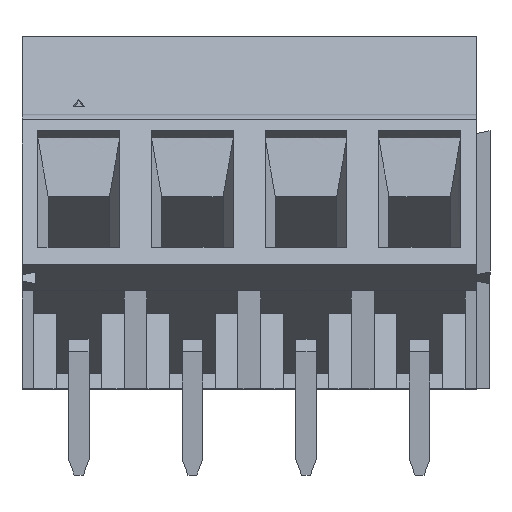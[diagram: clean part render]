
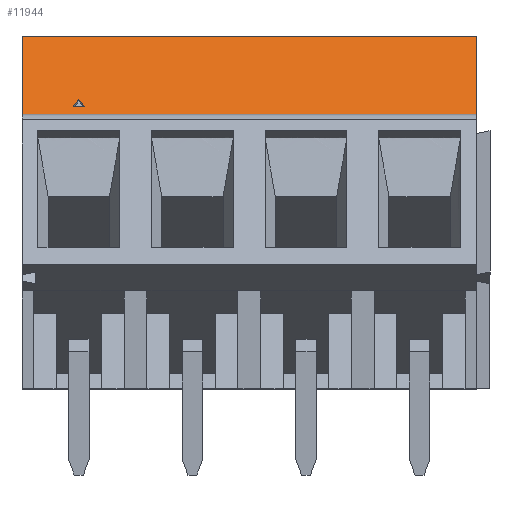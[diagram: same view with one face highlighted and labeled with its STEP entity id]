
A CAD part, top view. The second image highlights one B-rep face of the part: STEP entity #11944.
In plain terms, the highlighted planar face has unit normal (0, 0.73, 0.684).
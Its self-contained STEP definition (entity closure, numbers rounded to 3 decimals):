
#760 = VERTEX_POINT ( 'NONE', #26821 ) ;
#1149 = CARTESIAN_POINT ( 'NONE',  ( 20., 15.5, 4.096 ) ) ;
#1593 = DIRECTION ( 'NONE',  ( -1., 0., 0. ) ) ;
#2186 = PLANE ( 'NONE',  #17347 ) ;
#2312 = ORIENTED_EDGE ( 'NONE', *, *, #9200, .F. ) ;
#4308 = CARTESIAN_POINT ( 'NONE',  ( 20., 15.5, 4.096 ) ) ;
#4441 = FACE_OUTER_BOUND ( 'NONE', #5699, .T. ) ;
#5247 = LINE ( 'NONE', #1149, #23760 ) ;
#5385 = DIRECTION ( 'NONE',  ( 0., 0.684, -0.73 ) ) ;
#5699 = EDGE_LOOP ( 'NONE', ( #9887, #18607, #29660, #22944 ) ) ;
#8232 = VERTEX_POINT ( 'NONE', #23041 ) ;
#9200 = EDGE_CURVE ( 'NONE', #15221, #25628, #29715, .T. ) ;
#9675 = LINE ( 'NONE', #13969, #28582 ) ;
#9742 = VERTEX_POINT ( 'NONE', #20696 ) ;
#9887 = ORIENTED_EDGE ( 'NONE', *, *, #21112, .F. ) ;
#10163 = CARTESIAN_POINT ( 'NONE',  ( 0., 15.5, 4.096 ) ) ;
#10413 = VECTOR ( 'NONE', #28013, 1000. ) ;
#10471 = EDGE_CURVE ( 'NONE', #8232, #16225, #9675, .T. ) ;
#10594 = CARTESIAN_POINT ( 'NONE',  ( 2.75, 12.405, 7.398 ) ) ;
#10769 = LINE ( 'NONE', #10163, #28320 ) ;
#10811 = ORIENTED_EDGE ( 'NONE', *, *, #29760, .F. ) ;
#11410 = EDGE_CURVE ( 'NONE', #8232, #9742, #5247, .T. ) ;
#11474 = DIRECTION ( 'NONE',  ( 0., 0.73, 0.684 ) ) ;
#11944 = ADVANCED_FACE ( 'NONE', ( #14080, #4441 ), #2186, .T. ) ;
#12863 = VERTEX_POINT ( 'NONE', #23787 ) ;
#13969 = CARTESIAN_POINT ( 'NONE',  ( 20., 11.927, 7.909 ) ) ;
#14058 = CARTESIAN_POINT ( 'NONE',  ( 2.75, 12.405, 7.398 ) ) ;
#14080 = FACE_BOUND ( 'NONE', #16847, .T. ) ;
#14606 = CARTESIAN_POINT ( 'NONE',  ( 2.25, 12.405, 7.398 ) ) ;
#14676 = VECTOR ( 'NONE', #20100, 1000. ) ;
#15065 = DIRECTION ( 'NONE',  ( 0., 0.684, -0.73 ) ) ;
#15221 = VERTEX_POINT ( 'NONE', #14606 ) ;
#16225 = VERTEX_POINT ( 'NONE', #20768 ) ;
#16365 = DIRECTION ( 'NONE',  ( 1., 0., 0. ) ) ;
#16403 = DIRECTION ( 'NONE',  ( -1., 0., 0. ) ) ;
#16847 = EDGE_LOOP ( 'NONE', ( #2312, #21695, #10811 ) ) ;
#17347 = AXIS2_PLACEMENT_3D ( 'NONE', #4308, #11474, #23325 ) ;
#18333 = CARTESIAN_POINT ( 'NONE',  ( 20., 15.5, 4.096 ) ) ;
#18607 = ORIENTED_EDGE ( 'NONE', *, *, #10471, .F. ) ;
#20100 = DIRECTION ( 'NONE',  ( -0.447, -0.612, 0.653 ) ) ;
#20696 = CARTESIAN_POINT ( 'NONE',  ( 20., 15.5, 4.096 ) ) ;
#20768 = CARTESIAN_POINT ( 'NONE',  ( 0., 11.927, 7.909 ) ) ;
#21112 = EDGE_CURVE ( 'NONE', #16225, #760, #10769, .T. ) ;
#21695 = ORIENTED_EDGE ( 'NONE', *, *, #23576, .F. ) ;
#22443 = LINE ( 'NONE', #18333, #24337 ) ;
#22944 = ORIENTED_EDGE ( 'NONE', *, *, #26625, .T. ) ;
#23041 = CARTESIAN_POINT ( 'NONE',  ( 20., 11.927, 7.909 ) ) ;
#23325 = DIRECTION ( 'NONE',  ( 0., -0.684, 0.73 ) ) ;
#23576 = EDGE_CURVE ( 'NONE', #12863, #15221, #29217, .T. ) ;
#23760 = VECTOR ( 'NONE', #5385, 1000. ) ;
#23787 = CARTESIAN_POINT ( 'NONE',  ( 2.5, 12.747, 7.033 ) ) ;
#24337 = VECTOR ( 'NONE', #1593, 1000. ) ;
#24512 = VECTOR ( 'NONE', #16365, 1000. ) ;
#24812 = CARTESIAN_POINT ( 'NONE',  ( 2.5, 12.747, 7.033 ) ) ;
#25628 = VERTEX_POINT ( 'NONE', #10594 ) ;
#26185 = LINE ( 'NONE', #14058, #10413 ) ;
#26625 = EDGE_CURVE ( 'NONE', #9742, #760, #22443, .T. ) ;
#26821 = CARTESIAN_POINT ( 'NONE',  ( 0., 15.5, 4.096 ) ) ;
#27450 = CARTESIAN_POINT ( 'NONE',  ( 2.25, 12.405, 7.398 ) ) ;
#28013 = DIRECTION ( 'NONE',  ( -0.447, 0.612, -0.653 ) ) ;
#28320 = VECTOR ( 'NONE', #15065, 1000. ) ;
#28582 = VECTOR ( 'NONE', #16403, 1000. ) ;
#29217 = LINE ( 'NONE', #24812, #14676 ) ;
#29660 = ORIENTED_EDGE ( 'NONE', *, *, #11410, .T. ) ;
#29715 = LINE ( 'NONE', #27450, #24512 ) ;
#29760 = EDGE_CURVE ( 'NONE', #25628, #12863, #26185, .T. ) ;
